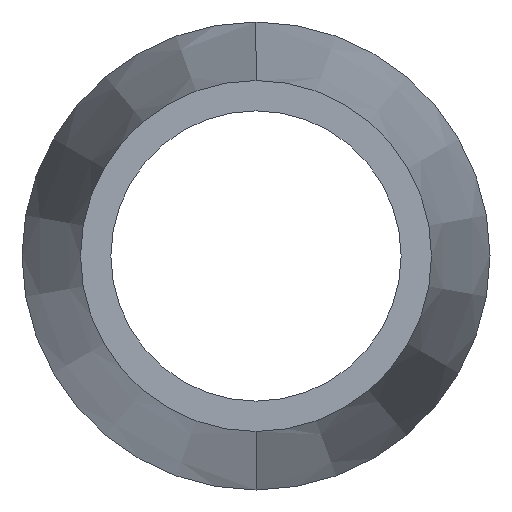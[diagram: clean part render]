
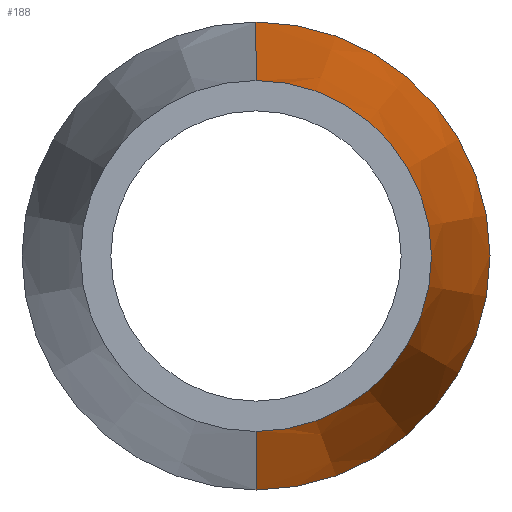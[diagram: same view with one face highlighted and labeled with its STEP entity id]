
A CAD part, front view. The second image highlights one B-rep face of the part: STEP entity #188.
In plain terms, the highlighted conical face has half-angle 7.125 degrees and reference radius 9.525 mm.
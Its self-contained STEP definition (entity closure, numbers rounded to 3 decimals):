
#8 = VECTOR ( 'NONE', #134, 1000. ) ;
#10 = VERTEX_POINT ( 'NONE', #114 ) ;
#13 = CARTESIAN_POINT ( 'NONE',  ( 0., 0., 9.525 ) ) ;
#37 = ORIENTED_EDGE ( 'NONE', *, *, #369, .T. ) ;
#52 = EDGE_CURVE ( 'NONE', #235, #271, #414, .T. ) ;
#59 = CARTESIAN_POINT ( 'NONE',  ( 0., 25.4, -12.7 ) ) ;
#68 = AXIS2_PLACEMENT_3D ( 'NONE', #246, #85, #252 ) ;
#70 = EDGE_LOOP ( 'NONE', ( #97, #37, #383, #118 ) ) ;
#81 = LINE ( 'NONE', #229, #8 ) ;
#85 = DIRECTION ( 'NONE',  ( 0., -1., 0. ) ) ;
#97 = ORIENTED_EDGE ( 'NONE', *, *, #144, .F. ) ;
#105 = VECTOR ( 'NONE', #239, 1000. ) ;
#114 = CARTESIAN_POINT ( 'NONE',  ( 0., 0., -9.525 ) ) ;
#118 = ORIENTED_EDGE ( 'NONE', *, *, #52, .F. ) ;
#127 = DIRECTION ( 'NONE',  ( 0., 1., 0. ) ) ;
#134 = DIRECTION ( 'NONE',  ( 0., 0.992, -0.124 ) ) ;
#144 = EDGE_CURVE ( 'NONE', #10, #235, #403, .T. ) ;
#153 = CARTESIAN_POINT ( 'NONE',  ( 0., 0., 9.525 ) ) ;
#157 = CARTESIAN_POINT ( 'NONE',  ( 0., 25.4, 12.7 ) ) ;
#184 = FACE_OUTER_BOUND ( 'NONE', #70, .T. ) ;
#188 = ADVANCED_FACE ( 'NONE', ( #184 ), #349, .T. ) ;
#189 = AXIS2_PLACEMENT_3D ( 'NONE', #284, #314, #346 ) ;
#194 = CARTESIAN_POINT ( 'NONE',  ( 0., 25.4, 0. ) ) ;
#223 = VERTEX_POINT ( 'NONE', #59 ) ;
#229 = CARTESIAN_POINT ( 'NONE',  ( 0., 0., -9.525 ) ) ;
#235 = VERTEX_POINT ( 'NONE', #153 ) ;
#239 = DIRECTION ( 'NONE',  ( 0., 0.992, 0.124 ) ) ;
#246 = CARTESIAN_POINT ( 'NONE',  ( 0., 0., 0. ) ) ;
#252 = DIRECTION ( 'NONE',  ( 0., 0., -1. ) ) ;
#271 = VERTEX_POINT ( 'NONE', #157 ) ;
#284 = CARTESIAN_POINT ( 'NONE',  ( 0., 0., 0. ) ) ;
#314 = DIRECTION ( 'NONE',  ( 0., 1., 0. ) ) ;
#317 = AXIS2_PLACEMENT_3D ( 'NONE', #194, #127, #382 ) ;
#332 = EDGE_CURVE ( 'NONE', #271, #223, #341, .T. ) ;
#341 = CIRCLE ( 'NONE', #317, 12.7 ) ;
#346 = DIRECTION ( 'NONE',  ( 0., 0., 1. ) ) ;
#349 = CONICAL_SURFACE ( 'NONE', #189, 9.525, 0.124 ) ;
#369 = EDGE_CURVE ( 'NONE', #10, #223, #81, .T. ) ;
#382 = DIRECTION ( 'NONE',  ( 0., 0., 1. ) ) ;
#383 = ORIENTED_EDGE ( 'NONE', *, *, #332, .F. ) ;
#403 = CIRCLE ( 'NONE', #68, 9.525 ) ;
#414 = LINE ( 'NONE', #13, #105 ) ;
